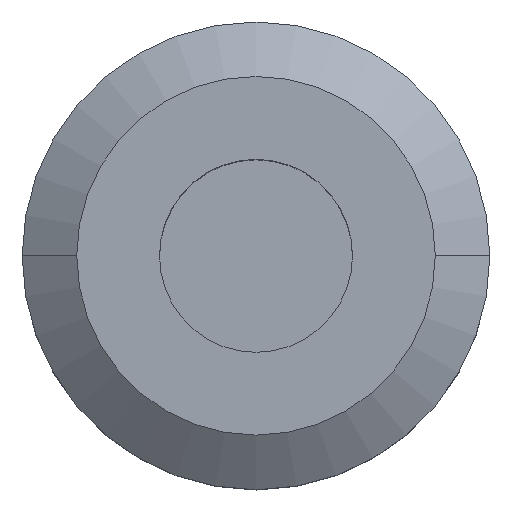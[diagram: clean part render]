
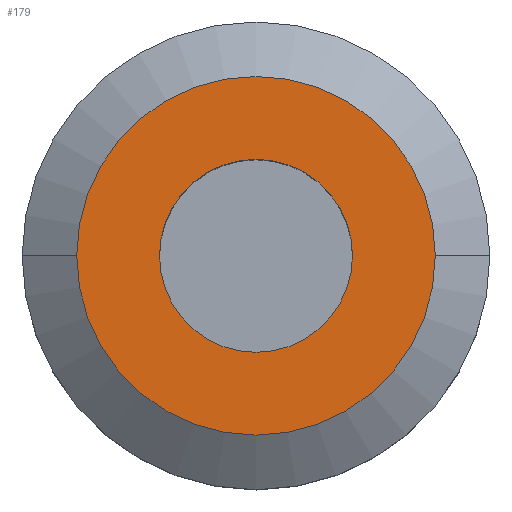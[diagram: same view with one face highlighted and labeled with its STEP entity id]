
A CAD part, top view. The second image highlights one B-rep face of the part: STEP entity #179.
In plain terms, the highlighted planar face has unit normal (0, 0, 1).
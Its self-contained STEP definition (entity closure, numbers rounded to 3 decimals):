
#5 = FACE_OUTER_BOUND ( 'NONE', #294, .T. ) ;
#8 = EDGE_CURVE ( 'NONE', #24, #1121, #974, .T. ) ;
#24 = VERTEX_POINT ( 'NONE', #573 ) ;
#48 = CARTESIAN_POINT ( 'NONE',  ( 0., 0., 57. ) ) ;
#55 = EDGE_CURVE ( 'NONE', #698, #959, #249, .T. ) ;
#60 = ORIENTED_EDGE ( 'NONE', *, *, #599, .F. ) ;
#79 = CARTESIAN_POINT ( 'NONE',  ( 0., 24.151, 57. ) ) ;
#86 = AXIS2_PLACEMENT_3D ( 'NONE', #1279, #615, #1124 ) ;
#115 = AXIS2_PLACEMENT_3D ( 'NONE', #48, #933, #276 ) ;
#125 = EDGE_LOOP ( 'NONE', ( #805, #1257 ) ) ;
#148 = CIRCLE ( 'NONE', #897, 24.151 ) ;
#179 = ADVANCED_FACE ( 'NONE', ( #879, #5 ), #835, .T. ) ;
#206 = CARTESIAN_POINT ( 'NONE',  ( 0., 0., 57. ) ) ;
#239 = AXIS2_PLACEMENT_3D ( 'NONE', #79, #431, #1181 ) ;
#249 = CIRCLE ( 'NONE', #115, 24.151 ) ;
#276 = DIRECTION ( 'NONE',  ( -1., 0., 0. ) ) ;
#294 = EDGE_LOOP ( 'NONE', ( #60, #1040 ) ) ;
#395 = DIRECTION ( 'NONE',  ( 0., 0., -1. ) ) ;
#431 = DIRECTION ( 'NONE',  ( 0., 0., 1. ) ) ;
#501 = DIRECTION ( 'NONE',  ( -1., 0., 0. ) ) ;
#510 = CARTESIAN_POINT ( 'NONE',  ( 0., 0., 57. ) ) ;
#552 = CARTESIAN_POINT ( 'NONE',  ( -13., 0., 57. ) ) ;
#573 = CARTESIAN_POINT ( 'NONE',  ( 13., 0., 57. ) ) ;
#599 = EDGE_CURVE ( 'NONE', #959, #698, #148, .T. ) ;
#615 = DIRECTION ( 'NONE',  ( 0., 0., 1. ) ) ;
#641 = DIRECTION ( 'NONE',  ( 1., 0., 0. ) ) ;
#698 = VERTEX_POINT ( 'NONE', #1072 ) ;
#805 = ORIENTED_EDGE ( 'NONE', *, *, #913, .F. ) ;
#835 = PLANE ( 'NONE',  #239 ) ;
#879 = FACE_BOUND ( 'NONE', #125, .T. ) ;
#897 = AXIS2_PLACEMENT_3D ( 'NONE', #206, #395, #501 ) ;
#913 = EDGE_CURVE ( 'NONE', #1121, #24, #1206, .T. ) ;
#933 = DIRECTION ( 'NONE',  ( 0., 0., -1. ) ) ;
#959 = VERTEX_POINT ( 'NONE', #1322 ) ;
#974 = CIRCLE ( 'NONE', #86, 13. ) ;
#1040 = ORIENTED_EDGE ( 'NONE', *, *, #55, .F. ) ;
#1059 = AXIS2_PLACEMENT_3D ( 'NONE', #510, #1184, #641 ) ;
#1072 = CARTESIAN_POINT ( 'NONE',  ( 24.151, 0., 57. ) ) ;
#1121 = VERTEX_POINT ( 'NONE', #552 ) ;
#1124 = DIRECTION ( 'NONE',  ( 1., 0., 0. ) ) ;
#1181 = DIRECTION ( 'NONE',  ( 1., 0., 0. ) ) ;
#1184 = DIRECTION ( 'NONE',  ( 0., 0., 1. ) ) ;
#1206 = CIRCLE ( 'NONE', #1059, 13. ) ;
#1257 = ORIENTED_EDGE ( 'NONE', *, *, #8, .F. ) ;
#1279 = CARTESIAN_POINT ( 'NONE',  ( 0., 0., 57. ) ) ;
#1322 = CARTESIAN_POINT ( 'NONE',  ( -24.151, 0., 57. ) ) ;
